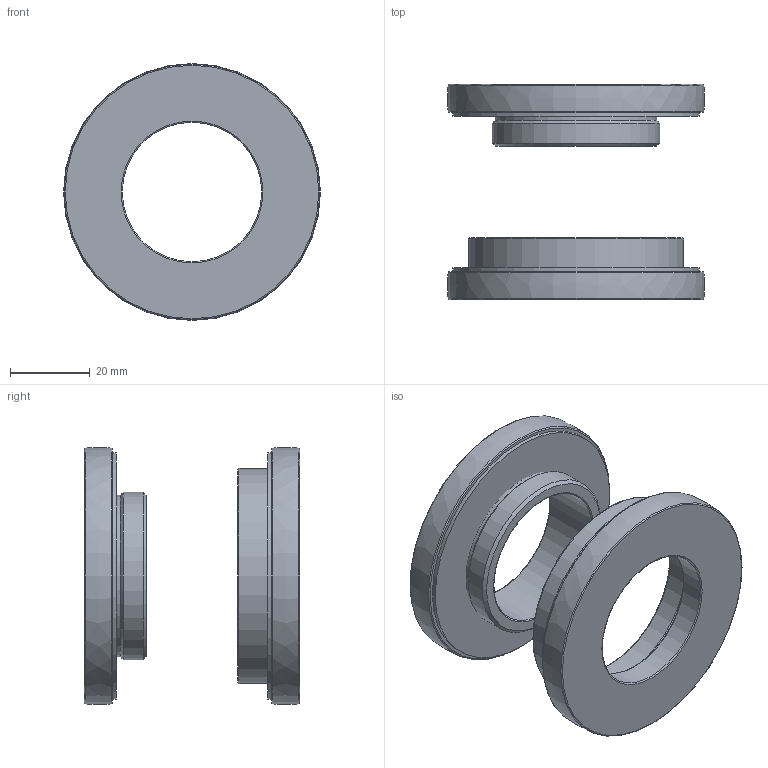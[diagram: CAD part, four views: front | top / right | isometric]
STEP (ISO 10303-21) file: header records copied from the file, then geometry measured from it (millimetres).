
FILE_DESCRIPTION(/* description */ (''),/* implementation_level */ '2;1');
FILE_NAME(/* name */ '102099-1chromé.stp',/* time_stamp */ '2019-08-05T10:38:50+02:00',/* author */ ('DOMINIQUE'),/* organization */ (''),/* preprocessor_version */ 'ST-DEVELOPER v17.2',/* originating_system */ 'Autodesk Inventor 2019',/* authorisation */ '');
FILE_SCHEMA (('AUTOMOTIVE_DESIGN { 1 0 10303 214 3 1 1 }'));
Length unit declared in the file: millimetre
Products named in the file (4): 102099-1chromé; 102099-1-corps; 102099-1-corps_1; 102099-1-entretoise
Assembly tree (4 placements, depth 2):
  102099-1chromé
    102099-1-corps
    102099-1-corps_1
    102099-1-entretoise  x2
Bounding box: 64.51 x 54 x 64.51 mm (x, y, z)
Volume: 46182.4 mm3; surface area: 25758.2 mm2
Topology: 4 solids, 4 shells, 39 faces, 105 edges, 77 vertices
Faces by surface type: plane 11, torus 11, cylinder 11, cone 4, bspline 2
Full cylindrical faces by diameter (mm): 35 x2, 40 x2, 40.5 x1, 42 x2, 43.5 x1, 54 x1, 62 x2
Entity records: 1443 total; most frequent: DIRECTION 267, CARTESIAN_POINT 267, ORIENTED_EDGE 198, AXIS2_PLACEMENT_3D 127, EDGE_CURVE 99, CIRCLE 86, VERTEX_POINT 73, EDGE_LOOP 44
